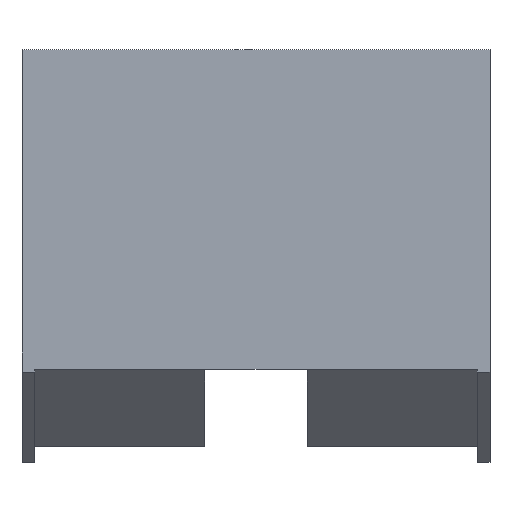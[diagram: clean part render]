
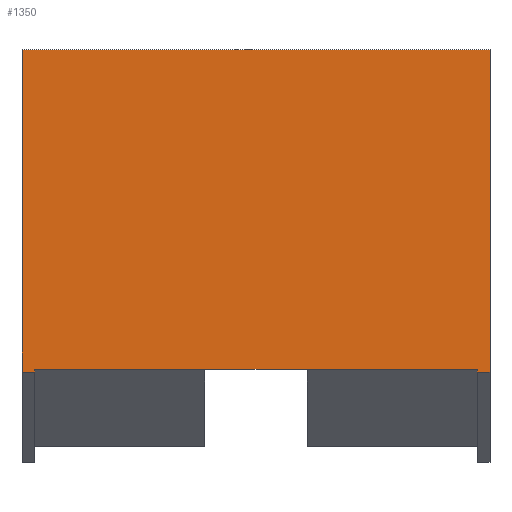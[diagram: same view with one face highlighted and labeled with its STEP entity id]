
A CAD part, front view. The second image highlights one B-rep face of the part: STEP entity #1350.
In plain terms, the highlighted face is planar.
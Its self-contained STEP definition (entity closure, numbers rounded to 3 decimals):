
#640=CARTESIAN_POINT('',(101.507,138.165,0.));
#650=DIRECTION('',(1.,0.,0.));
#660=DIRECTION('',(0.,-1.,0.));
#670=AXIS2_PLACEMENT_3D('',#640,#650,#660);
#680=PLANE('',#670);
#690=CARTESIAN_POINT('',(101.507,139.365,0.));
#700=DIRECTION('',(0.,0.,1.));
#710=VECTOR('',#700,1.);
#720=LINE('',#690,#710);
#730=CARTESIAN_POINT('',(101.507,139.365,-9.15));
#740=VERTEX_POINT('',#730);
#750=CARTESIAN_POINT('',(101.507,139.365,34.15));
#760=VERTEX_POINT('',#750);
#770=EDGE_CURVE('',#740,#760,#720,.T.);
#780=ORIENTED_EDGE('',*,*,#770,.T.);
#790=CARTESIAN_POINT('',(101.507,0.,-9.15));
#800=DIRECTION('',(0.,1.,0.));
#810=VECTOR('',#800,1.);
#820=LINE('',#790,#810);
#830=CARTESIAN_POINT('',(101.507,109.53,-9.15));
#840=VERTEX_POINT('',#830);
#850=EDGE_CURVE('',#840,#740,#820,.T.);
#860=ORIENTED_EDGE('',*,*,#850,.T.);
#870=CARTESIAN_POINT('',(101.507,109.53,0.));
#880=DIRECTION('',(0.,0.,1.));
#890=VECTOR('',#880,1.);
#900=LINE('',#870,#890);
#910=CARTESIAN_POINT('',(101.507,109.53,-7.95));
#920=VERTEX_POINT('',#910);
#930=EDGE_CURVE('',#840,#920,#900,.T.);
#940=ORIENTED_EDGE('',*,*,#930,.F.);
#950=CARTESIAN_POINT('',(101.507,0.,-7.95));
#960=DIRECTION('',(0.,1.,0.));
#970=VECTOR('',#960,1.);
#980=LINE('',#950,#970);
#990=CARTESIAN_POINT('',(101.507,109.765,-7.95));
#1000=VERTEX_POINT('',#990);
#1010=EDGE_CURVE('',#920,#1000,#980,.T.);
#1020=ORIENTED_EDGE('',*,*,#1010,.F.);
#1030=CARTESIAN_POINT('',(101.507,109.765,32.95));
#1040=DIRECTION('',(0.,0.,1.));
#1050=VECTOR('',#1040,1.);
#1060=LINE('',#1030,#1050);
#1070=CARTESIAN_POINT('',(101.507,109.765,32.95));
#1080=VERTEX_POINT('',#1070);
#1090=EDGE_CURVE('',#1000,#1080,#1060,.T.);
#1100=ORIENTED_EDGE('',*,*,#1090,.F.);
#1110=CARTESIAN_POINT('',(101.507,0.,32.95));
#1120=DIRECTION('',(0.,1.,0.));
#1130=VECTOR('',#1120,1.);
#1140=LINE('',#1110,#1130);
#1150=CARTESIAN_POINT('',(101.507,109.53,32.95));
#1160=VERTEX_POINT('',#1150);
#1170=EDGE_CURVE('',#1160,#1080,#1140,.T.);
#1180=ORIENTED_EDGE('',*,*,#1170,.T.);
#1190=CARTESIAN_POINT('',(101.507,109.53,0.));
#1200=DIRECTION('',(0.,0.,-1.));
#1210=VECTOR('',#1200,1.);
#1220=LINE('',#1190,#1210);
#1230=CARTESIAN_POINT('',(101.507,109.53,34.15));
#1240=VERTEX_POINT('',#1230);
#1250=EDGE_CURVE('',#1240,#1160,#1220,.T.);
#1260=ORIENTED_EDGE('',*,*,#1250,.T.);
#1270=CARTESIAN_POINT('',(101.507,0.,34.15));
#1280=DIRECTION('',(0.,1.,0.));
#1290=VECTOR('',#1280,1.);
#1300=LINE('',#1270,#1290);
#1310=EDGE_CURVE('',#1240,#760,#1300,.T.);
#1320=ORIENTED_EDGE('',*,*,#1310,.F.);
#1330=EDGE_LOOP('',(#1320,#1260,#1180,#1100,#1020,#940,#860,#780));
#1340=FACE_OUTER_BOUND('',#1330,.T.);
#1350=ADVANCED_FACE('',(#1340),#680,.T.);
